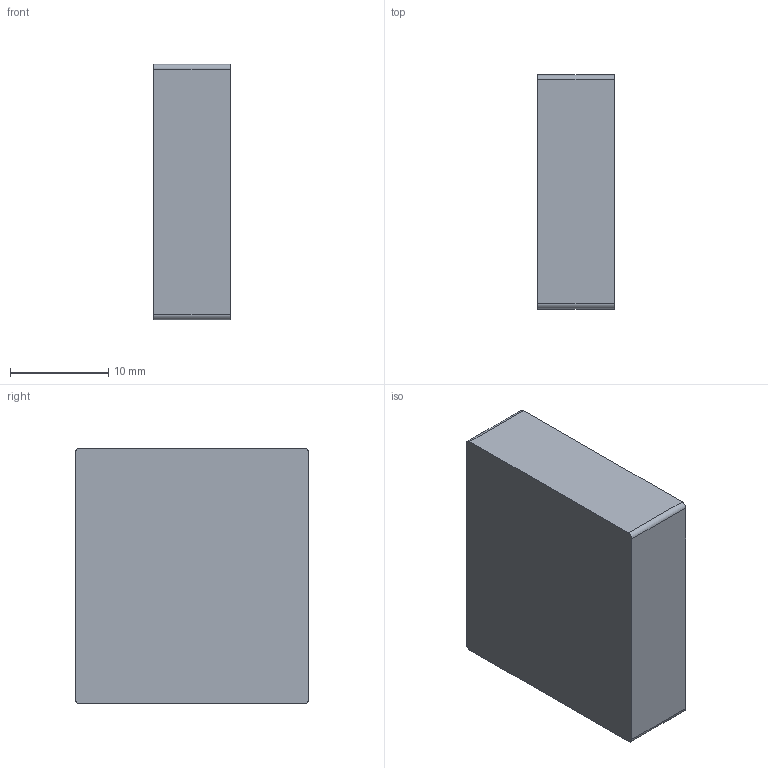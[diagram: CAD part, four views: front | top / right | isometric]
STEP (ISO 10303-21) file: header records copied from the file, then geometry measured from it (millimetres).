
FILE_DESCRIPTION((''),'2;1');
FILE_NAME('3d_11BGX79048.stp','2012-10-03T13:01:26',(''),(''),'Mechanical Desktop 2011','Mechanical Desktop 2011',', , ');
FILE_SCHEMA(('CONFIG_CONTROL_DESIGN'));
Length unit declared in the file: millimetre
Products named in the file (1): Product
Bounding box: 7.75 x 23.8 x 26 mm (x, y, z)
Volume: 4794 mm3; surface area: 2002.4 mm2
Topology: 1 solids, 1 shells, 10 faces, 108 edges, 184 vertices
Faces by surface type: plane 6, cylinder 4
Entity records: 898 total; most frequent: CARTESIAN_POINT 219, DIRECTION 138, VECTOR 100, LINE 100, TRIMMED_CURVE 84, ORIENTED_EDGE 48, EDGE_CURVE 24, AXIS2_PLACEMENT_3D 19
